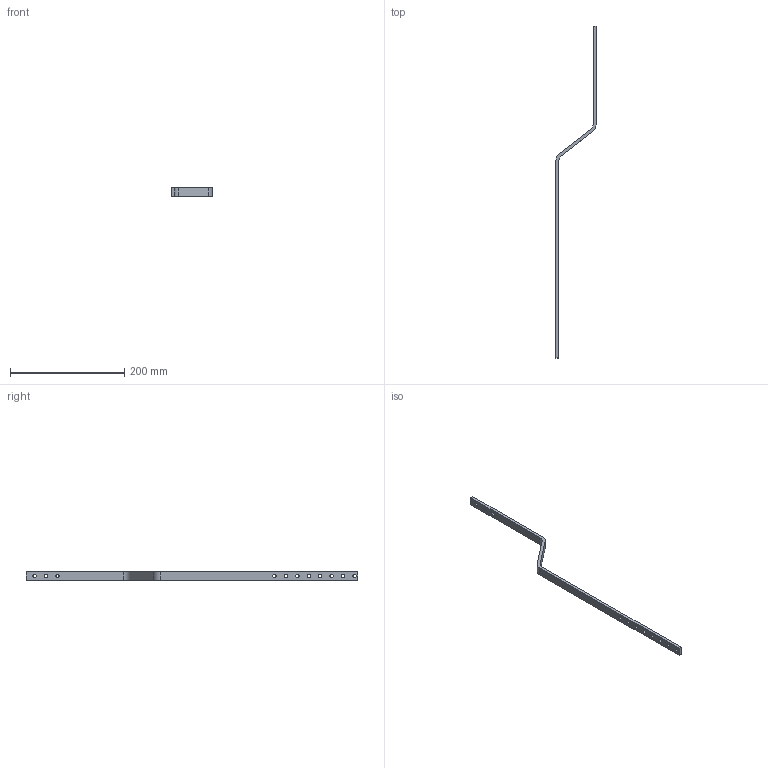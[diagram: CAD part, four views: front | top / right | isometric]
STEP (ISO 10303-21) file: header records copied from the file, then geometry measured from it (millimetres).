
FILE_DESCRIPTION (( 'STEP AP203' ), '1' );
FILE_NAME ('Pièce10.STEP', '2020-12-03T10:23:23', ( '' ), ( '' ), 'SwSTEP 2.0', 'SolidWorks 2019', '' );
FILE_SCHEMA (( 'CONFIG_CONTROL_DESIGN' ));
Length unit declared in the file: millimetre
Products named in the file (1): Pièce10
Bounding box: 70 x 580 x 15 mm (x, y, z)
Volume: 44345.4 mm3; surface area: 24982.2 mm2
Topology: 1 solids, 1 shells, 36 faces, 102 edges, 68 vertices
Faces by surface type: cylinder 26, plane 10
Entity records: 1319 total; most frequent: DIRECTION 228, CARTESIAN_POINT 207, ORIENTED_EDGE 204, EDGE_CURVE 102, AXIS2_PLACEMENT_3D 89, VERTEX_POINT 68, EDGE_LOOP 58, CIRCLE 52
